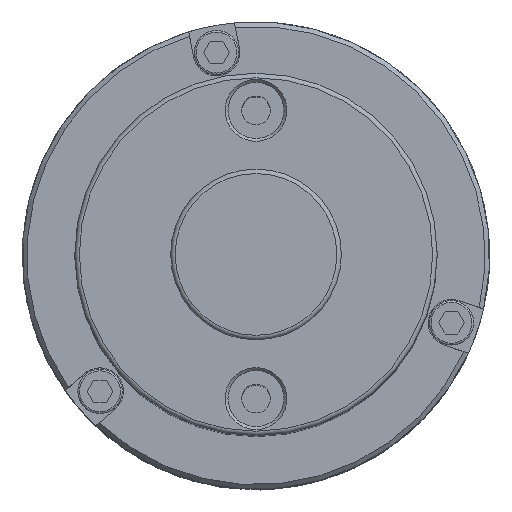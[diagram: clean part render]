
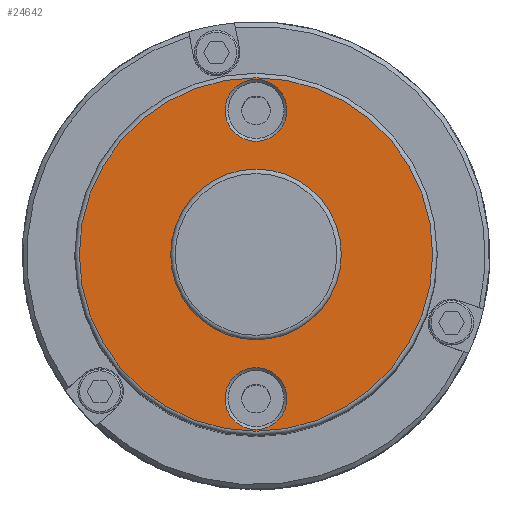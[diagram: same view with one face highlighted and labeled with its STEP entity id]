
A CAD part, top view. The second image highlights one B-rep face of the part: STEP entity #24642.
In plain terms, the highlighted planar face has unit normal (0, 0, 1).
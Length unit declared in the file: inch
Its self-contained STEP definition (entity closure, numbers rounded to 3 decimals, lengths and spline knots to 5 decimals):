
#24486=CARTESIAN_POINT('',(0.5935,0.0,0.3));
#24487=VERTEX_POINT('',#24486);
#24488=CARTESIAN_POINT('',(0.,0.,0.3));
#24489=DIRECTION('',(0.0,0.0,1.0));
#24490=DIRECTION('',(0.0,1.0,0.0));
#24491=AXIS2_PLACEMENT_3D('',#24488,#24489,#24490);
#24492=CIRCLE('',#24491,0.5935);
#24493=EDGE_CURVE('',#24487,#24487,#24492,.F.);
#24517=CARTESIAN_POINT('',(-0.215,-1.002,0.3));
#24518=VERTEX_POINT('',#24517);
#24519=CARTESIAN_POINT('',(0.,-1.002,0.3));
#24520=DIRECTION('',(0.0,0.0,-1.0));
#24521=DIRECTION('',(0.0,1.0,0.0));
#24522=AXIS2_PLACEMENT_3D('',#24519,#24520,#24521);
#24523=CIRCLE('',#24522,0.215);
#24524=EDGE_CURVE('',#24518,#24518,#24523,.T.);
#24554=CARTESIAN_POINT('',(1.22875,0.0,0.3));
#24555=VERTEX_POINT('',#24554);
#24556=CARTESIAN_POINT('',(0.,0.,0.3));
#24557=DIRECTION('',(0.0,0.0,1.0));
#24558=DIRECTION('',(-1.0,0.0,0.0));
#24559=AXIS2_PLACEMENT_3D('',#24556,#24557,#24558);
#24560=CIRCLE('',#24559,1.22875);
#24561=EDGE_CURVE('',#24555,#24555,#24560,.T.);
#24617=CARTESIAN_POINT('',(0.0,0.0,0.3));
#24618=DIRECTION('',(0.0,0.0,1.0));
#24619=DIRECTION('',(1.0,0.0,0.0));
#24620=AXIS2_PLACEMENT_3D('',#24617,#24618,#24619);
#24621=PLANE('',#24620);
#24622=ORIENTED_EDGE('',*,*,#24561,.T.);
#24623=EDGE_LOOP('',(#24622));
#24624=FACE_OUTER_BOUND('',#24623,.T.);
#24625=ORIENTED_EDGE('',*,*,#24524,.T.);
#24626=EDGE_LOOP('',(#24625));
#24627=FACE_BOUND('',#24626,.T.);
#24628=ORIENTED_EDGE('',*,*,#24493,.T.);
#24629=EDGE_LOOP('',(#24628));
#24630=FACE_BOUND('',#24629,.T.);
#24631=CARTESIAN_POINT('',(0.215,1.002,0.3));
#24632=VERTEX_POINT('',#24631);
#24633=CARTESIAN_POINT('',(0.,1.002,0.3));
#24634=DIRECTION('',(0.0,0.0,-1.0));
#24635=DIRECTION('',(0.0,-1.0,0.0));
#24636=AXIS2_PLACEMENT_3D('',#24633,#24634,#24635);
#24637=CIRCLE('',#24636,0.215);
#24638=EDGE_CURVE('',#24632,#24632,#24637,.T.);
#24639=ORIENTED_EDGE('',*,*,#24638,.T.);
#24640=EDGE_LOOP('',(#24639));
#24641=FACE_BOUND('',#24640,.T.);
#24642=ADVANCED_FACE('',(#24624,#24627,#24630,#24641),#24621,.T.);
